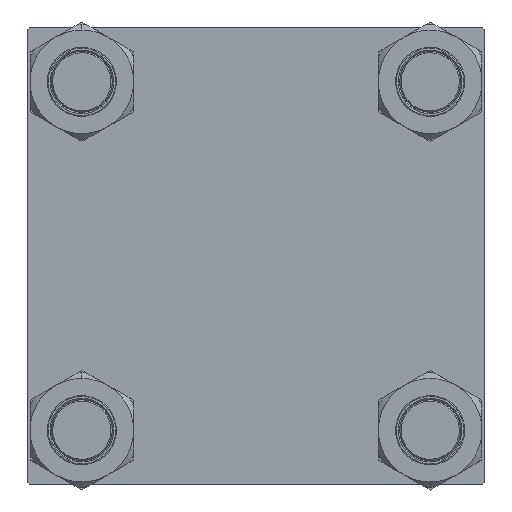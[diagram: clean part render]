
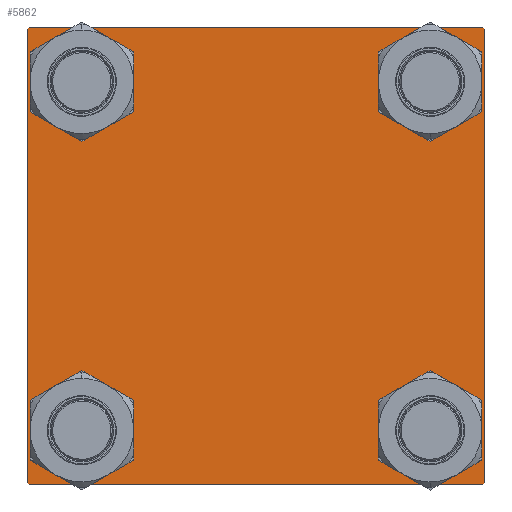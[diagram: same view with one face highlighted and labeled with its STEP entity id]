
A CAD part, left-side view. The second image highlights one B-rep face of the part: STEP entity #5862.
In plain terms, the highlighted planar face has unit normal (-1, 0, 0).
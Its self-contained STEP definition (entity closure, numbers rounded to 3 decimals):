
#496 = CARTESIAN_POINT ( 'NONE',  ( 0., -62.95, 74.45 ) ) ;
#1788 = CIRCLE ( 'NONE', #21465, 11.5 ) ;
#1984 = EDGE_CURVE ( 'NONE', #13443, #18511, #33924, .T. ) ;
#2084 = EDGE_LOOP ( 'NONE', ( #25659, #4345 ) ) ;
#2232 = VECTOR ( 'NONE', #39385, 1000. ) ;
#2261 = CARTESIAN_POINT ( 'NONE',  ( 0., -62.95, -74.45 ) ) ;
#2429 = EDGE_CURVE ( 'NONE', #42911, #8567, #35417, .T. ) ;
#2489 = EDGE_CURVE ( 'NONE', #22405, #23397, #22538, .T. ) ;
#2703 = VERTEX_POINT ( 'NONE', #3118 ) ;
#2868 = VERTEX_POINT ( 'NONE', #17491 ) ;
#2991 = DIRECTION ( 'NONE',  ( 0., -1., 0. ) ) ;
#3089 = DIRECTION ( 'NONE',  ( -1., 0., 0. ) ) ;
#3118 = CARTESIAN_POINT ( 'NONE',  ( 0., -82.5, 82. ) ) ;
#3255 = DIRECTION ( 'NONE',  ( 0., -0.707, 0.707 ) ) ;
#3363 = LINE ( 'NONE', #26779, #2232 ) ;
#3731 = CARTESIAN_POINT ( 'NONE',  ( 0., 62.95, -62.95 ) ) ;
#3785 = EDGE_CURVE ( 'NONE', #25985, #43933, #10789, .T. ) ;
#4345 = ORIENTED_EDGE ( 'NONE', *, *, #2429, .T. ) ;
#5134 = CARTESIAN_POINT ( 'NONE',  ( 0., 62.95, -62.95 ) ) ;
#5862 = ADVANCED_FACE ( 'NONE', ( #41682, #22123, #46050, #50436, #6426 ), #46313, .T. ) ;
#6390 = EDGE_LOOP ( 'NONE', ( #19689, #6742 ) ) ;
#6426 = FACE_OUTER_BOUND ( 'NONE', #12101, .T. ) ;
#6742 = ORIENTED_EDGE ( 'NONE', *, *, #3785, .T. ) ;
#7025 = ORIENTED_EDGE ( 'NONE', *, *, #26228, .T. ) ;
#7276 = VERTEX_POINT ( 'NONE', #33240 ) ;
#7920 = DIRECTION ( 'NONE',  ( 0., -0.707, -0.707 ) ) ;
#7961 = LINE ( 'NONE', #11578, #36470 ) ;
#8067 = ORIENTED_EDGE ( 'NONE', *, *, #28934, .T. ) ;
#8567 = VERTEX_POINT ( 'NONE', #496 ) ;
#8792 = ORIENTED_EDGE ( 'NONE', *, *, #35682, .T. ) ;
#9035 = ORIENTED_EDGE ( 'NONE', *, *, #25301, .F. ) ;
#9760 = VERTEX_POINT ( 'NONE', #2261 ) ;
#9793 = CARTESIAN_POINT ( 'NONE',  ( 0., 62.95, 51.45 ) ) ;
#9909 = AXIS2_PLACEMENT_3D ( 'NONE', #50086, #22795, #23295 ) ;
#10647 = DIRECTION ( 'NONE',  ( 1., 0., 0. ) ) ;
#10789 = CIRCLE ( 'NONE', #37904, 11.5 ) ;
#11118 = CIRCLE ( 'NONE', #32471, 11.5 ) ;
#11275 = DIRECTION ( 'NONE',  ( 1., 0., 0. ) ) ;
#11578 = CARTESIAN_POINT ( 'NONE',  ( 0., 82.25, 82.25 ) ) ;
#11597 = ORIENTED_EDGE ( 'NONE', *, *, #2489, .T. ) ;
#11782 = CARTESIAN_POINT ( 'NONE',  ( 0., -62.95, -62.95 ) ) ;
#12027 = EDGE_CURVE ( 'NONE', #9760, #12116, #34741, .T. ) ;
#12094 = ORIENTED_EDGE ( 'NONE', *, *, #16392, .T. ) ;
#12101 = EDGE_LOOP ( 'NONE', ( #50458, #16795, #11597, #8067, #39173, #8792, #9035, #31463 ) ) ;
#12116 = VERTEX_POINT ( 'NONE', #17350 ) ;
#12371 = EDGE_CURVE ( 'NONE', #43933, #25985, #49587, .T. ) ;
#12574 = AXIS2_PLACEMENT_3D ( 'NONE', #32016, #43606, #16086 ) ;
#13443 = VERTEX_POINT ( 'NONE', #47360 ) ;
#13538 = EDGE_CURVE ( 'NONE', #12116, #9760, #34811, .T. ) ;
#14669 = DIRECTION ( 'NONE',  ( 0., 0., 1. ) ) ;
#14836 = CARTESIAN_POINT ( 'NONE',  ( 0., -82.25, -82.25 ) ) ;
#16037 = CARTESIAN_POINT ( 'NONE',  ( 0., 62.95, 62.95 ) ) ;
#16086 = DIRECTION ( 'NONE',  ( 0., 0., 1. ) ) ;
#16323 = CARTESIAN_POINT ( 'NONE',  ( 0., 82., -82.5 ) ) ;
#16392 = EDGE_CURVE ( 'NONE', #17268, #2868, #11118, .T. ) ;
#16544 = DIRECTION ( 'NONE',  ( 1., 0., 0. ) ) ;
#16795 = ORIENTED_EDGE ( 'NONE', *, *, #46162, .T. ) ;
#16888 = VECTOR ( 'NONE', #7920, 1000. ) ;
#17268 = VERTEX_POINT ( 'NONE', #26586 ) ;
#17350 = CARTESIAN_POINT ( 'NONE',  ( 0., -62.95, -51.45 ) ) ;
#17491 = CARTESIAN_POINT ( 'NONE',  ( 0., 62.95, -74.45 ) ) ;
#18145 = VECTOR ( 'NONE', #32299, 1000. ) ;
#18485 = CARTESIAN_POINT ( 'NONE',  ( 0., 82.5, 82.5 ) ) ;
#18511 = VERTEX_POINT ( 'NONE', #38133 ) ;
#19245 = DIRECTION ( 'NONE',  ( 0., 0., 1. ) ) ;
#19424 = DIRECTION ( 'NONE',  ( 0., 0., 1. ) ) ;
#19689 = ORIENTED_EDGE ( 'NONE', *, *, #12371, .T. ) ;
#19965 = CARTESIAN_POINT ( 'NONE',  ( 0., -82.5, 82.5 ) ) ;
#20472 = LINE ( 'NONE', #19965, #49431 ) ;
#21465 = AXIS2_PLACEMENT_3D ( 'NONE', #26856, #10647, #42560 ) ;
#22123 = FACE_BOUND ( 'NONE', #35526, .T. ) ;
#22400 = CARTESIAN_POINT ( 'NONE',  ( 0., -82.5, -82. ) ) ;
#22405 = VERTEX_POINT ( 'NONE', #16323 ) ;
#22538 = LINE ( 'NONE', #38242, #30469 ) ;
#22795 = DIRECTION ( 'NONE',  ( 1., 0., 0. ) ) ;
#23139 = VERTEX_POINT ( 'NONE', #22400 ) ;
#23295 = DIRECTION ( 'NONE',  ( 0., 0., 1. ) ) ;
#23397 = VERTEX_POINT ( 'NONE', #46266 ) ;
#23761 = CARTESIAN_POINT ( 'NONE',  ( 0., -62.95, 51.45 ) ) ;
#24064 = CARTESIAN_POINT ( 'NONE',  ( 0., -82.25, 82.25 ) ) ;
#25301 = EDGE_CURVE ( 'NONE', #7276, #49632, #3363, .T. ) ;
#25659 = ORIENTED_EDGE ( 'NONE', *, *, #33250, .T. ) ;
#25985 = VERTEX_POINT ( 'NONE', #9793 ) ;
#26228 = EDGE_CURVE ( 'NONE', #2868, #17268, #31016, .T. ) ;
#26586 = CARTESIAN_POINT ( 'NONE',  ( 0., 62.95, -51.45 ) ) ;
#26779 = CARTESIAN_POINT ( 'NONE',  ( 0., 82.5, 82.5 ) ) ;
#26856 = CARTESIAN_POINT ( 'NONE',  ( 0., -62.95, 62.95 ) ) ;
#27386 = AXIS2_PLACEMENT_3D ( 'NONE', #50188, #42202, #38094 ) ;
#28934 = EDGE_CURVE ( 'NONE', #23397, #23139, #38259, .T. ) ;
#30469 = VECTOR ( 'NONE', #2991, 1000. ) ;
#31016 = CIRCLE ( 'NONE', #35964, 11.5 ) ;
#31463 = ORIENTED_EDGE ( 'NONE', *, *, #41528, .T. ) ;
#31542 = AXIS2_PLACEMENT_3D ( 'NONE', #11782, #11275, #19245 ) ;
#31848 = CARTESIAN_POINT ( 'NONE',  ( 0., 82.25, -82.25 ) ) ;
#32016 = CARTESIAN_POINT ( 'NONE',  ( 0., -62.95, -62.95 ) ) ;
#32299 = DIRECTION ( 'NONE',  ( 0., 0.707, 0.707 ) ) ;
#32471 = AXIS2_PLACEMENT_3D ( 'NONE', #3731, #49876, #19424 ) ;
#32667 = DIRECTION ( 'NONE',  ( 0., 0., 1. ) ) ;
#32717 = EDGE_LOOP ( 'NONE', ( #12094, #7025 ) ) ;
#33055 = EDGE_CURVE ( 'NONE', #2703, #23139, #20472, .T. ) ;
#33240 = CARTESIAN_POINT ( 'NONE',  ( 0., 82., 82.5 ) ) ;
#33250 = EDGE_CURVE ( 'NONE', #8567, #42911, #1788, .T. ) ;
#33924 = LINE ( 'NONE', #18485, #48581 ) ;
#34741 = CIRCLE ( 'NONE', #12574, 11.5 ) ;
#34811 = CIRCLE ( 'NONE', #31542, 11.5 ) ;
#35248 = DIRECTION ( 'NONE',  ( 0., 0.707, -0.707 ) ) ;
#35410 = DIRECTION ( 'NONE',  ( 0., 0., -1. ) ) ;
#35417 = CIRCLE ( 'NONE', #9909, 11.5 ) ;
#35526 = EDGE_LOOP ( 'NONE', ( #38996, #42708 ) ) ;
#35682 = EDGE_CURVE ( 'NONE', #2703, #49632, #39511, .T. ) ;
#35964 = AXIS2_PLACEMENT_3D ( 'NONE', #5134, #40636, #32667 ) ;
#35983 = LINE ( 'NONE', #31848, #16888 ) ;
#36470 = VECTOR ( 'NONE', #35248, 1000. ) ;
#37760 = VECTOR ( 'NONE', #3255, 1000. ) ;
#37826 = CARTESIAN_POINT ( 'NONE',  ( 0., 0., 0. ) ) ;
#37904 = AXIS2_PLACEMENT_3D ( 'NONE', #16037, #16544, #40472 ) ;
#38094 = DIRECTION ( 'NONE',  ( 0., 0., 1. ) ) ;
#38133 = CARTESIAN_POINT ( 'NONE',  ( 0., 82.5, -82. ) ) ;
#38242 = CARTESIAN_POINT ( 'NONE',  ( 0., 82.5, -82.5 ) ) ;
#38259 = LINE ( 'NONE', #14836, #37760 ) ;
#38996 = ORIENTED_EDGE ( 'NONE', *, *, #13538, .T. ) ;
#39173 = ORIENTED_EDGE ( 'NONE', *, *, #33055, .F. ) ;
#39302 = CARTESIAN_POINT ( 'NONE',  ( 0., -82., 82.5 ) ) ;
#39385 = DIRECTION ( 'NONE',  ( 0., -1., 0. ) ) ;
#39511 = LINE ( 'NONE', #24064, #18145 ) ;
#40454 = AXIS2_PLACEMENT_3D ( 'NONE', #37826, #3089, #14669 ) ;
#40472 = DIRECTION ( 'NONE',  ( 0., 0., 1. ) ) ;
#40636 = DIRECTION ( 'NONE',  ( 1., 0., 0. ) ) ;
#41528 = EDGE_CURVE ( 'NONE', #7276, #13443, #7961, .T. ) ;
#41682 = FACE_BOUND ( 'NONE', #2084, .T. ) ;
#42058 = CARTESIAN_POINT ( 'NONE',  ( 0., 62.95, 74.45 ) ) ;
#42202 = DIRECTION ( 'NONE',  ( 1., 0., 0. ) ) ;
#42560 = DIRECTION ( 'NONE',  ( 0., 0., 1. ) ) ;
#42708 = ORIENTED_EDGE ( 'NONE', *, *, #12027, .T. ) ;
#42911 = VERTEX_POINT ( 'NONE', #23761 ) ;
#43606 = DIRECTION ( 'NONE',  ( 1., 0., 0. ) ) ;
#43933 = VERTEX_POINT ( 'NONE', #42058 ) ;
#45509 = DIRECTION ( 'NONE',  ( 0., 0., -1. ) ) ;
#46050 = FACE_BOUND ( 'NONE', #32717, .T. ) ;
#46162 = EDGE_CURVE ( 'NONE', #18511, #22405, #35983, .T. ) ;
#46266 = CARTESIAN_POINT ( 'NONE',  ( 0., -82., -82.5 ) ) ;
#46313 = PLANE ( 'NONE',  #40454 ) ;
#47360 = CARTESIAN_POINT ( 'NONE',  ( 0., 82.5, 82. ) ) ;
#48581 = VECTOR ( 'NONE', #45509, 1000. ) ;
#49431 = VECTOR ( 'NONE', #35410, 1000. ) ;
#49587 = CIRCLE ( 'NONE', #27386, 11.5 ) ;
#49632 = VERTEX_POINT ( 'NONE', #39302 ) ;
#49876 = DIRECTION ( 'NONE',  ( 1., 0., 0. ) ) ;
#50086 = CARTESIAN_POINT ( 'NONE',  ( 0., -62.95, 62.95 ) ) ;
#50188 = CARTESIAN_POINT ( 'NONE',  ( 0., 62.95, 62.95 ) ) ;
#50436 = FACE_BOUND ( 'NONE', #6390, .T. ) ;
#50458 = ORIENTED_EDGE ( 'NONE', *, *, #1984, .T. ) ;
